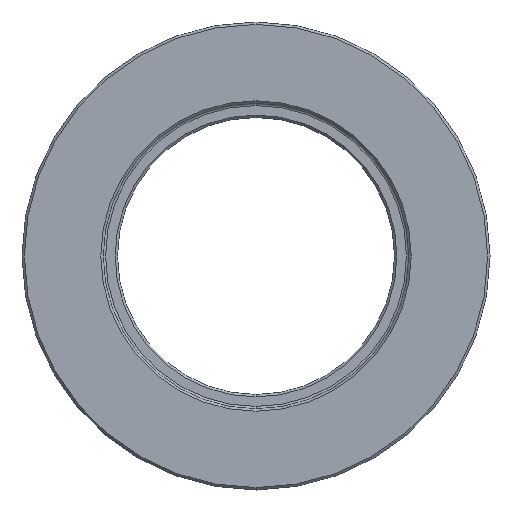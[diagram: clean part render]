
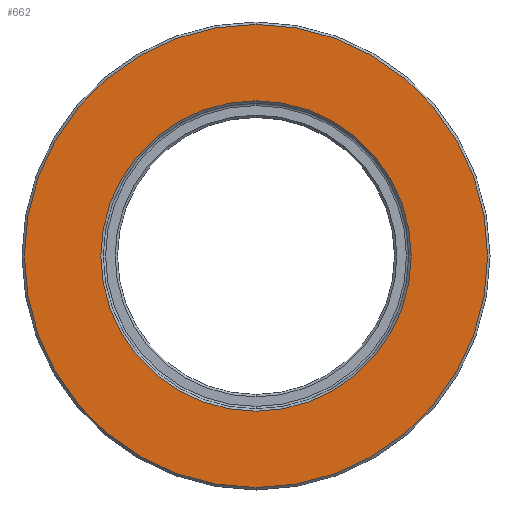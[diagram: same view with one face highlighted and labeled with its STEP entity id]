
A CAD part, front view. The second image highlights one B-rep face of the part: STEP entity #662.
In plain terms, the highlighted planar face has unit normal (0, -1, 0).
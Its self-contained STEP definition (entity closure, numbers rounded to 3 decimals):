
#2 = CARTESIAN_POINT ( 'NONE',  ( 0., 0., 0. ) ) ;
#6 = DIRECTION ( 'NONE',  ( 0., 1., 0. ) ) ;
#37 = AXIS2_PLACEMENT_3D ( 'NONE', #489, #64, #761 ) ;
#64 = DIRECTION ( 'NONE',  ( 0., -1., 0. ) ) ;
#87 = CARTESIAN_POINT ( 'NONE',  ( 0., 0., 48.5 ) ) ;
#122 = DIRECTION ( 'NONE',  ( 0., 1., 0. ) ) ;
#160 = CARTESIAN_POINT ( 'NONE',  ( 0., 0., -32.5 ) ) ;
#217 = AXIS2_PLACEMENT_3D ( 'NONE', #251, #315, #787 ) ;
#251 = CARTESIAN_POINT ( 'NONE',  ( 32., 0., 0. ) ) ;
#257 = DIRECTION ( 'NONE',  ( 0., 0., -1. ) ) ;
#267 = CARTESIAN_POINT ( 'NONE',  ( 0., 0., -48.5 ) ) ;
#270 = CARTESIAN_POINT ( 'NONE',  ( 0., 0., 0. ) ) ;
#279 = EDGE_CURVE ( 'NONE', #286, #533, #651, .T. ) ;
#286 = VERTEX_POINT ( 'NONE', #267 ) ;
#314 = CIRCLE ( 'NONE', #649, 48.5 ) ;
#315 = DIRECTION ( 'NONE',  ( 0., -1., 0. ) ) ;
#327 = EDGE_CURVE ( 'NONE', #502, #577, #395, .T. ) ;
#369 = EDGE_CURVE ( 'NONE', #577, #502, #559, .T. ) ;
#372 = CARTESIAN_POINT ( 'NONE',  ( 0., 0., 32.5 ) ) ;
#383 = ORIENTED_EDGE ( 'NONE', *, *, #327, .T. ) ;
#395 = CIRCLE ( 'NONE', #451, 32.5 ) ;
#400 = FACE_OUTER_BOUND ( 'NONE', #840, .T. ) ;
#417 = ORIENTED_EDGE ( 'NONE', *, *, #846, .T. ) ;
#451 = AXIS2_PLACEMENT_3D ( 'NONE', #270, #122, #686 ) ;
#489 = CARTESIAN_POINT ( 'NONE',  ( 0., 0., 0. ) ) ;
#502 = VERTEX_POINT ( 'NONE', #372 ) ;
#533 = VERTEX_POINT ( 'NONE', #87 ) ;
#559 = CIRCLE ( 'NONE', #619, 32.5 ) ;
#577 = VERTEX_POINT ( 'NONE', #160 ) ;
#587 = EDGE_LOOP ( 'NONE', ( #857, #383 ) ) ;
#601 = PLANE ( 'NONE',  #217 ) ;
#613 = DIRECTION ( 'NONE',  ( 0., -1., 0. ) ) ;
#619 = AXIS2_PLACEMENT_3D ( 'NONE', #2, #6, #703 ) ;
#633 = ORIENTED_EDGE ( 'NONE', *, *, #279, .T. ) ;
#649 = AXIS2_PLACEMENT_3D ( 'NONE', #672, #613, #257 ) ;
#651 = CIRCLE ( 'NONE', #37, 48.5 ) ;
#662 = ADVANCED_FACE ( 'NONE', ( #400, #875 ), #601, .T. ) ;
#672 = CARTESIAN_POINT ( 'NONE',  ( 0., 0., 0. ) ) ;
#686 = DIRECTION ( 'NONE',  ( 0., 0., -1. ) ) ;
#703 = DIRECTION ( 'NONE',  ( 0., 0., -1. ) ) ;
#761 = DIRECTION ( 'NONE',  ( 0., 0., -1. ) ) ;
#787 = DIRECTION ( 'NONE',  ( 0., 0., -1. ) ) ;
#840 = EDGE_LOOP ( 'NONE', ( #417, #633 ) ) ;
#846 = EDGE_CURVE ( 'NONE', #533, #286, #314, .T. ) ;
#857 = ORIENTED_EDGE ( 'NONE', *, *, #369, .T. ) ;
#875 = FACE_BOUND ( 'NONE', #587, .T. ) ;
